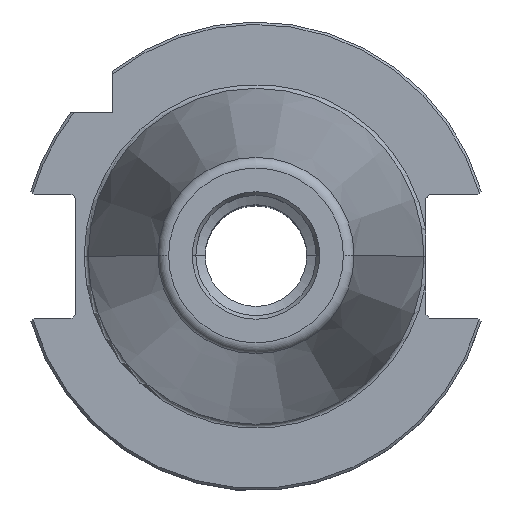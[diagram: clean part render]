
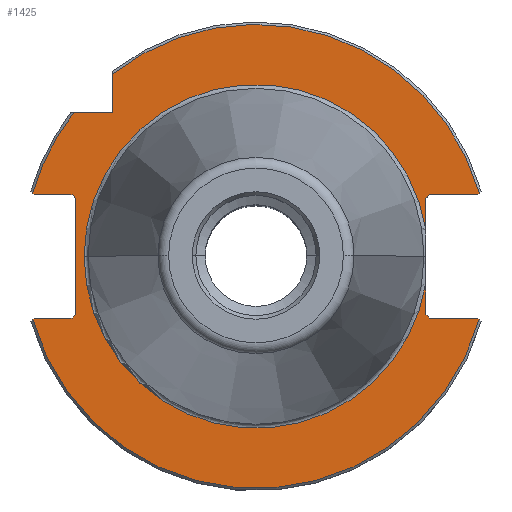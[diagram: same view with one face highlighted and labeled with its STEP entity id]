
A CAD part, top view. The second image highlights one B-rep face of the part: STEP entity #1425.
In plain terms, the highlighted planar face has unit normal (0, 0, 1).
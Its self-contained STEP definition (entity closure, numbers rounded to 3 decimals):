
#1381=VERTEX_POINT('NONE',#3854);
#1417=VERTEX_POINT('NONE',#3894);
#1425=ADVANCED_FACE('NONE',(#3902),#3903,.T.);
#1441=VERTEX_POINT('NONE',#3925);
#1547=EDGE_CURVE('NONE',#2643,#3317,#4048,.T.);
#1615=EDGE_CURVE('NONE',#3189,#2663,#4123,.T.);
#1633=EDGE_CURVE('NONE',#2897,#3039,#4141,.T.);
#1681=EDGE_CURVE('NONE',#3589,#2287,#4194,.T.);
#1707=VERTEX_POINT('NONE',#4221);
#1709=VERTEX_POINT('NONE',#4223);
#1847=EDGE_CURVE('NONE',#2679,#3001,#4374,.T.);
#2025=VERTEX_POINT('NONE',#4572);
#2037=EDGE_CURVE('NONE',#1441,#2459,#4584,.T.);
#2055=EDGE_CURVE('NONE',#1707,#1709,#4603,.T.);
#2071=VERTEX_POINT('NONE',#4619);
#2119=EDGE_CURVE('NONE',#2071,#1709,#4671,.T.);
#2143=VERTEX_POINT('NONE',#4696);
#2169=EDGE_CURVE('NONE',#2287,#3591,#4724,.T.);
#2287=VERTEX_POINT('NONE',#4849);
#2325=EDGE_CURVE('NONE',#2025,#1417,#4890,.T.);
#2393=EDGE_CURVE('NONE',#3317,#1381,#4966,.T.);
#2459=VERTEX_POINT('NONE',#5037);
#2633=EDGE_CURVE('NONE',#3589,#2025,#5230,.T.);
#2643=VERTEX_POINT('NONE',#5242);
#2663=VERTEX_POINT('NONE',#5264);
#2679=VERTEX_POINT('NONE',#5281);
#2729=EDGE_CURVE('NONE',#2071,#2143,#5334,.T.);
#2851=EDGE_CURVE('NONE',#2459,#1707,#5468,.T.);
#2897=VERTEX_POINT('NONE',#5523);
#2905=EDGE_CURVE('NONE',#3187,#2679,#5531,.T.);
#2907=EDGE_CURVE('NONE',#2663,#1441,#5533,.T.);
#2909=EDGE_CURVE('NONE',#3119,#1417,#5535,.T.);
#2915=EDGE_CURVE('NONE',#3039,#2643,#5541,.T.);
#2979=EDGE_CURVE('NONE',#3001,#2897,#5611,.T.);
#3001=VERTEX_POINT('NONE',#5636);
#3039=VERTEX_POINT('NONE',#5679);
#3049=EDGE_CURVE('NONE',#2143,#3591,#5690,.T.);
#3119=VERTEX_POINT('NONE',#5771);
#3187=VERTEX_POINT('NONE',#5848);
#3189=VERTEX_POINT('NONE',#5850);
#3303=EDGE_CURVE('NONE',#1381,#3189,#5979,.T.);
#3317=VERTEX_POINT('NONE',#5995);
#3349=EDGE_CURVE('NONE',#3119,#3187,#6028,.T.);
#3589=VERTEX_POINT('NONE',#6304);
#3591=VERTEX_POINT('NONE',#6306);
#3854=CARTESIAN_POINT('',(-37.5,12.1,-3.2));
#3894=CARTESIAN_POINT('',(36.05,12.85,-3.2));
#3902=FACE_OUTER_BOUND('',#6699,.T.);
#3903=PLANE('',#6700);
#3925=CARTESIAN_POINT('',(-46.066,-12.85,-3.2));
#4048=LINE('',#6898,#6899);
#4123=LINE('',#7040,#7041);
#4141=CIRCLE('',#7073,48.225);
#4194=CIRCLE('',#7151,35.725);
#4221=CARTESIAN_POINT('',(46.39,-13.175,-3.2));
#4223=CARTESIAN_POINT('',(46.066,-12.85,-3.2));
#4374=LINE('',#7538,#7539);
#4572=CARTESIAN_POINT('',(35.3,12.1,-3.2));
#4584=LINE('',#7856,#7857);
#4603=LINE('',#7883,#7884);
#4619=CARTESIAN_POINT('',(36.05,-12.85,-3.2));
#4671=LINE('',#8042,#8043);
#4696=CARTESIAN_POINT('',(35.3,-12.1,-3.2));
#4724=CIRCLE('',#8114,35.725);
#4849=CARTESIAN_POINT('',(-35.725,0.0,-3.2));
#4890=LINE('',#8443,#8444);
#4966=LINE('',#8610,#8611);
#5037=CARTESIAN_POINT('',(-46.39,-13.175,-3.2));
#5230=LINE('',#9022,#9023);
#5242=CARTESIAN_POINT('',(-46.066,12.85,-3.2));
#5264=CARTESIAN_POINT('',(-38.25,-12.85,-3.2));
#5281=CARTESIAN_POINT('',(-29.85,37.876,-3.2));
#5334=LINE('',#9179,#9180);
#5468=CIRCLE('',#9392,48.225);
#5523=CARTESIAN_POINT('',(-37.876,29.85,-3.2));
#5531=CIRCLE('',#9484,48.225);
#5533=LINE('',#9487,#9488);
#5535=LINE('',#9491,#9492);
#5541=LINE('',#9501,#9502);
#5611=LINE('',#9612,#9613);
#5636=CARTESIAN_POINT('',(-29.85,29.85,-3.2));
#5679=CARTESIAN_POINT('',(-46.39,13.175,-3.2));
#5690=LINE('',#9734,#9735);
#5771=CARTESIAN_POINT('',(46.066,12.85,-3.2));
#5848=CARTESIAN_POINT('',(46.39,13.175,-3.2));
#5850=CARTESIAN_POINT('',(-37.5,-12.1,-3.2));
#5979=LINE('',#10188,#10189);
#5995=CARTESIAN_POINT('',(-38.25,12.85,-3.2));
#6028=LINE('',#10253,#10254);
#6304=CARTESIAN_POINT('',(35.3,5.494,-3.2));
#6306=CARTESIAN_POINT('',(35.3,-5.494,-3.2));
#6699=EDGE_LOOP('',(#11105,#11106,#11107,#11108,#11109,#11110,#11111,#11112,#11113,#11114,#11115,#11116,#11117,#11118,#11119,#11120,#11121,#11122,#11123,#11124,#11125,#11126));
#6700=AXIS2_PLACEMENT_3D('',#11127,#11128,#11129);
#6898=CARTESIAN_POINT('',(0.0,12.85,-3.2));
#6899=VECTOR('',#11346,1000.0);
#7040=CARTESIAN_POINT('',(-37.5,-12.1,-3.2));
#7041=VECTOR('',#11436,1000.0);
#7073=AXIS2_PLACEMENT_3D('',#11442,#11443,#11444);
#7151=AXIS2_PLACEMENT_3D('',#11503,#11504,#11505);
#7538=CARTESIAN_POINT('',(-29.85,-35.725,-3.2));
#7539=VECTOR('',#11700,1000.0);
#7856=CARTESIAN_POINT('',(-46.916,-13.7,-3.2));
#7857=VECTOR('',#11949,1000.0);
#7883=CARTESIAN_POINT('',(45.916,-12.7,-3.2));
#7884=VECTOR('',#11965,1000.0);
#8042=CARTESIAN_POINT('',(0.0,-12.85,-3.2));
#8043=VECTOR('',#12021,1000.0);
#8114=AXIS2_PLACEMENT_3D('',#12066,#12067,#12068);
#8443=CARTESIAN_POINT('',(36.05,12.85,-3.2));
#8444=VECTOR('',#12212,1000.0);
#8610=CARTESIAN_POINT('',(-37.5,12.1,-3.2));
#8611=VECTOR('',#12299,1000.0);
#9022=CARTESIAN_POINT('',(35.3,-35.725,-3.2));
#9023=VECTOR('',#12606,1000.0);
#9179=CARTESIAN_POINT('',(36.05,-12.85,-3.2));
#9180=VECTOR('',#12718,1000.0);
#9392=AXIS2_PLACEMENT_3D('',#12871,#12872,#12873);
#9484=AXIS2_PLACEMENT_3D('',#12952,#12953,#12954);
#9487=CARTESIAN_POINT('',(0.0,-12.85,-3.2));
#9488=VECTOR('',#12955,1000.0);
#9491=CARTESIAN_POINT('',(0.0,12.85,-3.2));
#9492=VECTOR('',#12956,1000.0);
#9501=CARTESIAN_POINT('',(-46.916,13.7,-3.2));
#9502=VECTOR('',#12958,1000.0);
#9612=CARTESIAN_POINT('',(0.0,29.85,-3.2));
#9613=VECTOR('',#13034,1000.0);
#9734=CARTESIAN_POINT('',(35.3,-35.725,-3.2));
#9735=VECTOR('',#13138,1000.0);
#10188=CARTESIAN_POINT('',(-37.5,-35.725,-3.2));
#10189=VECTOR('',#13497,1000.0);
#10253=CARTESIAN_POINT('',(46.916,13.7,-3.2));
#10254=VECTOR('',#13544,1000.0);
#11105=ORIENTED_EDGE('',*,*,#3349,.T.);
#11106=ORIENTED_EDGE('',*,*,#2905,.T.);
#11107=ORIENTED_EDGE('',*,*,#1847,.T.);
#11108=ORIENTED_EDGE('',*,*,#2979,.T.);
#11109=ORIENTED_EDGE('',*,*,#1633,.T.);
#11110=ORIENTED_EDGE('',*,*,#2915,.T.);
#11111=ORIENTED_EDGE('',*,*,#1547,.T.);
#11112=ORIENTED_EDGE('',*,*,#2393,.T.);
#11113=ORIENTED_EDGE('',*,*,#3303,.T.);
#11114=ORIENTED_EDGE('',*,*,#1615,.T.);
#11115=ORIENTED_EDGE('',*,*,#2907,.T.);
#11116=ORIENTED_EDGE('',*,*,#2037,.T.);
#11117=ORIENTED_EDGE('',*,*,#2851,.T.);
#11118=ORIENTED_EDGE('',*,*,#2055,.T.);
#11119=ORIENTED_EDGE('',*,*,#2119,.F.);
#11120=ORIENTED_EDGE('',*,*,#2729,.T.);
#11121=ORIENTED_EDGE('',*,*,#3049,.T.);
#11122=ORIENTED_EDGE('',*,*,#2169,.F.);
#11123=ORIENTED_EDGE('',*,*,#1681,.F.);
#11124=ORIENTED_EDGE('',*,*,#2633,.T.);
#11125=ORIENTED_EDGE('',*,*,#2325,.T.);
#11126=ORIENTED_EDGE('',*,*,#2909,.F.);
#11127=CARTESIAN_POINT('',(0.0,-35.725,-3.2));
#11128=DIRECTION('',(0.0,0.0,1.0));
#11129=DIRECTION('',(-1.0,-0.0,0.0));
#11346=DIRECTION('',(1.0,0.0,0.0));
#11436=DIRECTION('',(-0.707,-0.707,0.0));
#11442=CARTESIAN_POINT('',(0.0,0.0,-3.2));
#11443=DIRECTION('',(0.0,0.0,1.0));
#11444=DIRECTION('',(-1.0,0.0,0.0));
#11503=CARTESIAN_POINT('',(0.0,0.0,-3.2));
#11504=DIRECTION('',(0.0,0.0,1.0));
#11505=DIRECTION('',(-1.0,0.0,0.0));
#11700=DIRECTION('',(0.0,-1.0,0.0));
#11949=DIRECTION('',(-0.707,-0.707,0.0));
#11965=DIRECTION('',(-0.707,0.707,0.0));
#12021=DIRECTION('',(1.0,0.0,0.0));
#12066=CARTESIAN_POINT('',(0.0,0.0,-3.2));
#12067=DIRECTION('',(0.0,0.0,1.0));
#12068=DIRECTION('',(-1.0,0.0,0.0));
#12212=DIRECTION('',(0.707,0.707,0.0));
#12299=DIRECTION('',(0.707,-0.707,0.0));
#12606=DIRECTION('',(0.0,1.0,-0.0));
#12718=DIRECTION('',(-0.707,0.707,-0.0));
#12871=CARTESIAN_POINT('',(0.0,0.0,-3.2));
#12872=DIRECTION('',(0.0,0.0,1.0));
#12873=DIRECTION('',(-1.0,0.0,0.0));
#12952=CARTESIAN_POINT('',(0.0,0.0,-3.2));
#12953=DIRECTION('',(0.0,0.0,1.0));
#12954=DIRECTION('',(-1.0,0.0,0.0));
#12955=DIRECTION('',(-1.0,0.0,0.0));
#12956=DIRECTION('',(-1.0,0.0,0.0));
#12958=DIRECTION('',(0.707,-0.707,0.0));
#13034=DIRECTION('',(-1.0,0.0,0.0));
#13138=DIRECTION('',(0.0,1.0,-0.0));
#13497=DIRECTION('',(0.0,-1.0,0.0));
#13544=DIRECTION('',(0.707,0.707,0.0));
